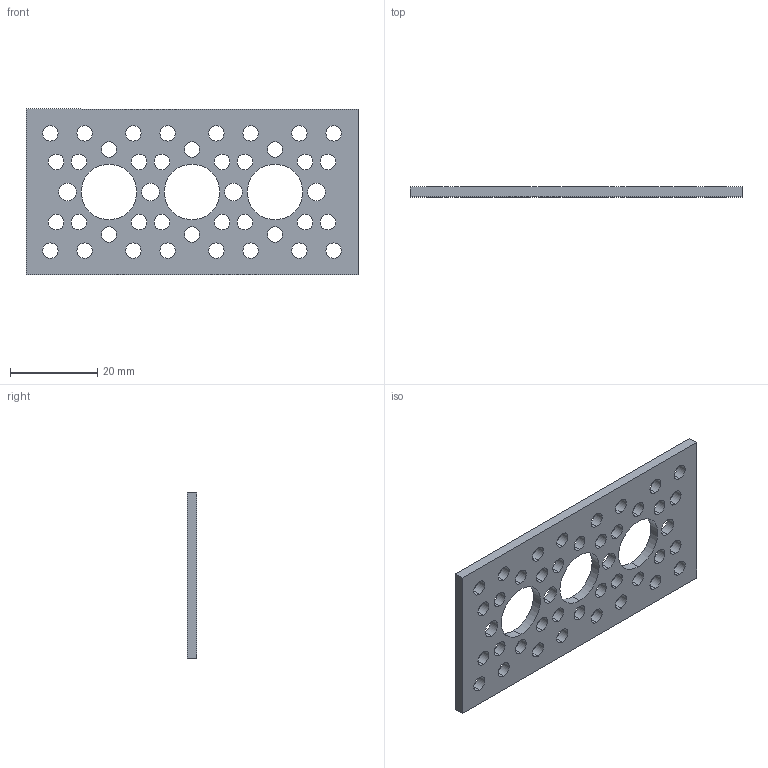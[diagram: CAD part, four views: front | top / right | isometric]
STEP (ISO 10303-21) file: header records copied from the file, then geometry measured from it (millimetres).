
FILE_DESCRIPTION (( 'STEP AP203' ), '1' );
FILE_NAME ('585720.STEP', '2016-10-24T16:39:10', ( '' ), ( '' ), 'SwSTEP 2.0', 'SolidWorks 2014', '' );
FILE_SCHEMA (( 'CONFIG_CONTROL_DESIGN' ));
Length unit declared in the file: inch
Products named in the file (1): 585720
Bounding box: 76.2 x 2.29 x 38.1 mm (x, y, z)
Volume: 4783.2 mm3; surface area: 6068.7 mm2
Topology: 1 solids, 1 shells, 96 faces, 282 edges, 188 vertices
Faces by surface type: cylinder 90, plane 6
Entity records: 3565 total; most frequent: DIRECTION 656, CARTESIAN_POINT 567, ORIENTED_EDGE 564, EDGE_CURVE 282, AXIS2_PLACEMENT_3D 277, VERTEX_POINT 188, EDGE_LOOP 186, CIRCLE 180
